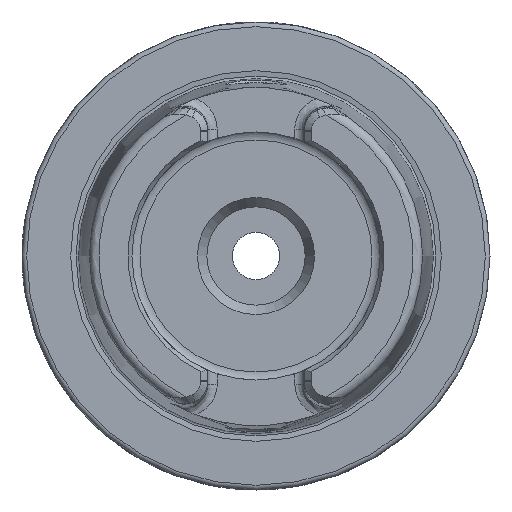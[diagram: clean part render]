
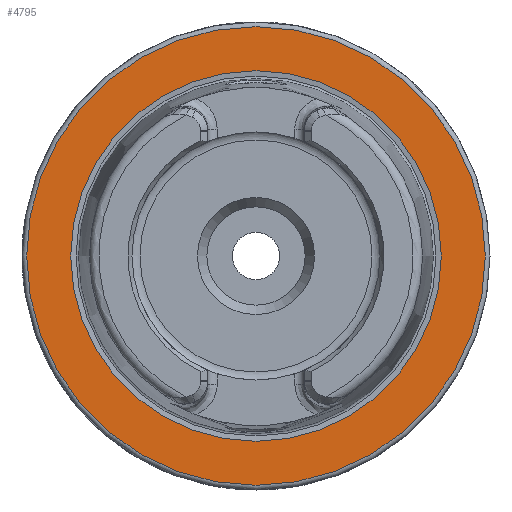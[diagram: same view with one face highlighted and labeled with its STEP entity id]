
A CAD part, left-side view. The second image highlights one B-rep face of the part: STEP entity #4795.
In plain terms, the highlighted planar face has unit normal (-1, 0, 0).
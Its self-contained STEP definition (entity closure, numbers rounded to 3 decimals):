
#125=FACE_BOUND('',#1382,.T.);
#366=PLANE('',#5222);
#1109=FACE_OUTER_BOUND('',#1381,.T.);
#1381=EDGE_LOOP('',(#4109,#4110));
#1382=EDGE_LOOP('',(#4111,#4112));
#1654=CIRCLE('',#5220,39.587);
#1655=CIRCLE('',#5221,39.587);
#1656=CIRCLE('',#5223,49.);
#1657=CIRCLE('',#5224,49.);
#2145=VERTEX_POINT('',#11365);
#2146=VERTEX_POINT('',#11367);
#2147=VERTEX_POINT('',#11371);
#2148=VERTEX_POINT('',#11372);
#2837=EDGE_CURVE('',#2146,#2145,#1654,.T.);
#2838=EDGE_CURVE('',#2145,#2146,#1655,.T.);
#2839=EDGE_CURVE('',#2147,#2148,#1656,.T.);
#2840=EDGE_CURVE('',#2148,#2147,#1657,.T.);
#4109=ORIENTED_EDGE('',*,*,#2839,.F.);
#4110=ORIENTED_EDGE('',*,*,#2840,.F.);
#4111=ORIENTED_EDGE('',*,*,#2837,.T.);
#4112=ORIENTED_EDGE('',*,*,#2838,.T.);
#4795=ADVANCED_FACE('',(#1109,#125),#366,.T.);
#5220=AXIS2_PLACEMENT_3D('',#11368,#6262,#6263);
#5221=AXIS2_PLACEMENT_3D('',#11369,#6264,#6265);
#5222=AXIS2_PLACEMENT_3D('',#11370,#6266,#6267);
#5223=AXIS2_PLACEMENT_3D('',#11373,#6268,#6269);
#5224=AXIS2_PLACEMENT_3D('',#11374,#6270,#6271);
#6262=DIRECTION('center_axis',(1.,0.,0.));
#6263=DIRECTION('ref_axis',(0.,0.,-1.));
#6264=DIRECTION('center_axis',(1.,0.,0.));
#6265=DIRECTION('ref_axis',(0.,0.,-1.));
#6266=DIRECTION('center_axis',(-1.,0.,0.));
#6267=DIRECTION('ref_axis',(0.,0.,1.));
#6268=DIRECTION('center_axis',(1.,0.,0.));
#6269=DIRECTION('ref_axis',(0.,0.,-1.));
#6270=DIRECTION('center_axis',(1.,0.,0.));
#6271=DIRECTION('ref_axis',(0.,0.,-1.));
#11365=CARTESIAN_POINT('',(0.,-39.587,0.));
#11367=CARTESIAN_POINT('',(0.,39.587,0.));
#11368=CARTESIAN_POINT('Origin',(0.,0.,0.));
#11369=CARTESIAN_POINT('Origin',(0.,0.,0.));
#11370=CARTESIAN_POINT('Origin',(0.,49.,
0.));
#11371=CARTESIAN_POINT('',(0.,49.,0.));
#11372=CARTESIAN_POINT('',(0.,0.,
49.));
#11373=CARTESIAN_POINT('Origin',(0.,0.,0.));
#11374=CARTESIAN_POINT('Origin',(0.,0.,0.));
